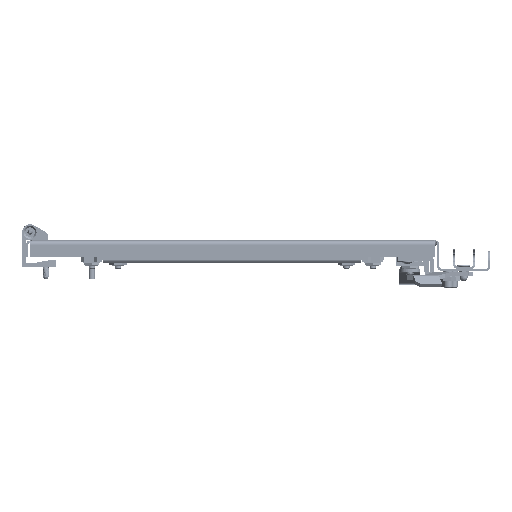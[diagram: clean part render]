
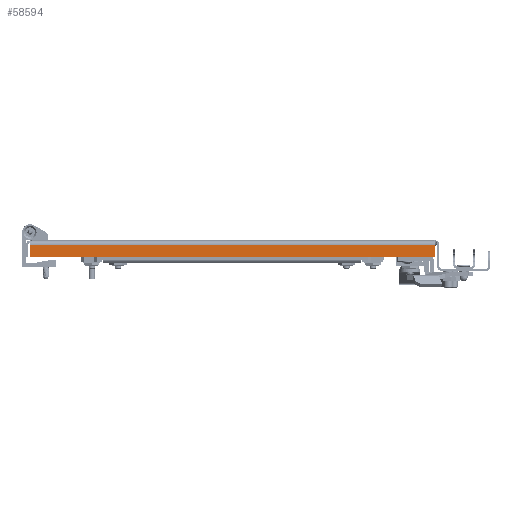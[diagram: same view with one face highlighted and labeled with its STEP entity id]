
A CAD part, front view. The second image highlights one B-rep face of the part: STEP entity #58594.
In plain terms, the highlighted planar face has unit normal (0, -1, 0).
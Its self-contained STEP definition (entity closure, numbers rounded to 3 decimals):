
#3693 = ORIENTED_EDGE ( 'NONE', *, *, #51116, .T. ) ;
#10514 = ORIENTED_EDGE ( 'NONE', *, *, #98067, .T. ) ;
#11988 = LINE ( 'NONE', #61319, #84182 ) ;
#13258 = CARTESIAN_POINT ( 'NONE',  ( 192.25, -1095., -15.8 ) ) ;
#13667 = DIRECTION ( 'NONE',  ( 0., 0., 1. ) ) ;
#14480 = EDGE_LOOP ( 'NONE', ( #24748, #10514, #3693, #82468 ) ) ;
#24748 = ORIENTED_EDGE ( 'NONE', *, *, #33689, .F. ) ;
#26632 = DIRECTION ( 'NONE',  ( 0., 1., 0. ) ) ;
#29159 = VERTEX_POINT ( 'NONE', #111695 ) ;
#33689 = EDGE_CURVE ( 'NONE', #29159, #118444, #35546, .T. ) ;
#35546 = LINE ( 'NONE', #36167, #36347 ) ;
#36167 = CARTESIAN_POINT ( 'NONE',  ( -192.25, -1095., 0. ) ) ;
#36347 = VECTOR ( 'NONE', #75057, 1000. ) ;
#36385 = CARTESIAN_POINT ( 'NONE',  ( 0., -1095., 0. ) ) ;
#45480 = FACE_OUTER_BOUND ( 'NONE', #14480, .T. ) ;
#45893 = DIRECTION ( 'NONE',  ( 1., 0., 0. ) ) ;
#47341 = AXIS2_PLACEMENT_3D ( 'NONE', #36385, #26632, #13667 ) ;
#47648 = VERTEX_POINT ( 'NONE', #97991 ) ;
#51116 = EDGE_CURVE ( 'NONE', #101286, #47648, #85381, .T. ) ;
#51583 = DIRECTION ( 'NONE',  ( 1., 0., 0. ) ) ;
#58594 = ADVANCED_FACE ( 'NONE', ( #45480 ), #85009, .F. ) ;
#61319 = CARTESIAN_POINT ( 'NONE',  ( 194.25, -1095., -15.8 ) ) ;
#61362 = CARTESIAN_POINT ( 'NONE',  ( -192.25, -1095., -4. ) ) ;
#64682 = DIRECTION ( 'NONE',  ( 0., 0., 1. ) ) ;
#74367 = CARTESIAN_POINT ( 'NONE',  ( 192.25, -1095., 0. ) ) ;
#75057 = DIRECTION ( 'NONE',  ( 0., 0., 1. ) ) ;
#76294 = LINE ( 'NONE', #117809, #113534 ) ;
#82468 = ORIENTED_EDGE ( 'NONE', *, *, #84208, .F. ) ;
#84182 = VECTOR ( 'NONE', #51583, 1000. ) ;
#84208 = EDGE_CURVE ( 'NONE', #118444, #47648, #76294, .T. ) ;
#85009 = PLANE ( 'NONE',  #47341 ) ;
#85381 = LINE ( 'NONE', #74367, #87128 ) ;
#87128 = VECTOR ( 'NONE', #64682, 1000. ) ;
#97991 = CARTESIAN_POINT ( 'NONE',  ( 192.25, -1095., -4. ) ) ;
#98067 = EDGE_CURVE ( 'NONE', #29159, #101286, #11988, .T. ) ;
#101286 = VERTEX_POINT ( 'NONE', #13258 ) ;
#111695 = CARTESIAN_POINT ( 'NONE',  ( -192.25, -1095., -15.8 ) ) ;
#113534 = VECTOR ( 'NONE', #45893, 1000. ) ;
#117809 = CARTESIAN_POINT ( 'NONE',  ( 0., -1095., -4. ) ) ;
#118444 = VERTEX_POINT ( 'NONE', #61362 ) ;
